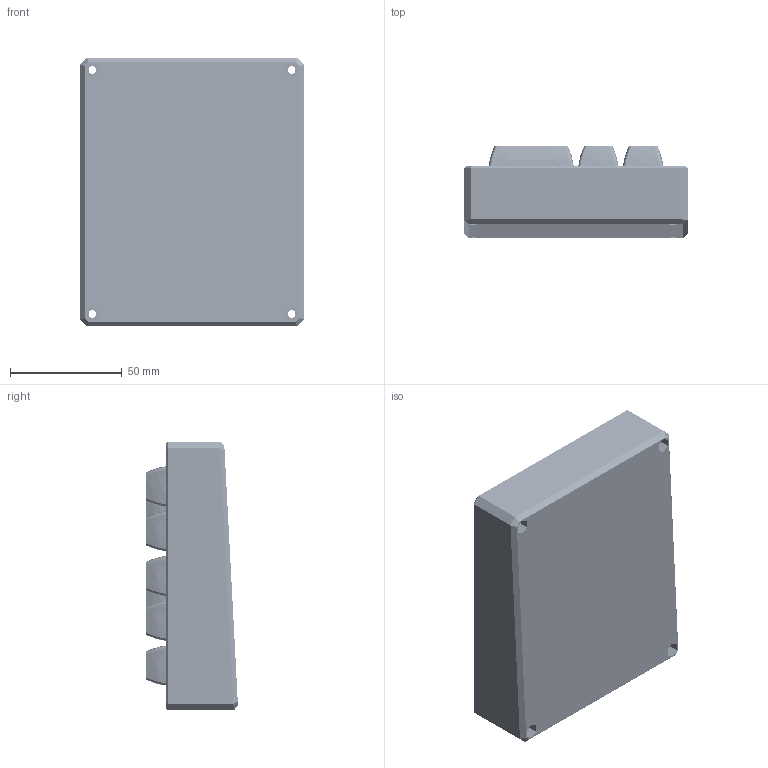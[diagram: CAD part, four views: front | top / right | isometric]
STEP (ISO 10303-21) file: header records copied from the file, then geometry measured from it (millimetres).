
FILE_DESCRIPTION(/* description */ (''),/* implementation_level */ '2;1');
FILE_NAME(/* name */ 'NUMERIC_KEYPAD v11.step',/* time_stamp */ '2021-05-07T14:03:59+09:00',/* author */ (''),/* organization */ (''),/* preprocessor_version */ 'ST-DEVELOPER v18.1',/* originating_system */ 'Autodesk Translation Framework v10.6.0.1341',/* authorisation */ '');
FILE_SCHEMA (('AUTOMOTIVE_DESIGN { 1 0 10303 214 3 1 1 }'));
Products named in the file (17): NUMERIC_KEYPAD; KEY_SWITCH; KEY_CAP; KEY_SWITCH_DOUBLE; KEY_SWITCH_DOUBLE_1; KEY_SWITCH_DOUBLE_SIDE; KEY_CAP_DOUBLE; KEY_SWITCH_BASE; KEY_SWITCH_PIN; KEY_SWITCH_KEY; KEY_SWITCH_BODY; FRAME_UPPER; FRAME_LOWER; FRAME_BASE; Seeeduino_Xiao; FRAME_CAP; M3
Assembly tree (51 placements, depth 3):
  NUMERIC_KEYPAD
    KEY_SWITCH  x14
      KEY_SWITCH_KEY
      KEY_SWITCH_BODY
      KEY_SWITCH_BASE
      KEY_SWITCH_PIN
      KEY_CAP
    KEY_SWITCH_DOUBLE
      KEY_SWITCH_BODY
      KEY_SWITCH_KEY
      KEY_SWITCH_PIN
      KEY_SWITCH_BASE
      KEY_CAP_DOUBLE
    KEY_SWITCH_DOUBLE_1
      KEY_SWITCH_BODY
      KEY_SWITCH_KEY
      KEY_SWITCH_PIN
      KEY_SWITCH_BASE
      KEY_CAP_DOUBLE
    KEY_SWITCH_DOUBLE_SIDE
      KEY_CAP_DOUBLE
      KEY_SWITCH_BASE
      KEY_SWITCH_PIN
      KEY_SWITCH_KEY
      KEY_SWITCH_BODY
    FRAME_UPPER
    FRAME_LOWER
    FRAME_BASE
    Seeeduino_Xiao
    FRAME_CAP
    M3  x9
Bounding box: 100 x 41.08 x 120 mm (x, y, z)
Volume: 191175.8 mm3; surface area: 168056.3 mm2
Topology: 116 solids, 116 shells, 27336 faces, 66793 edges, 37988 vertices
Faces by surface type: cylinder 11645, plane 8668, torus 3230, sphere 1924, bspline 1848, cone 21
Full cylindrical faces by diameter (mm): 0.6 x14, 1.6 x34, 2 x17, 2.6 x17, 3 x9, 3.5 x8, 3.6 x18, 3.8 x17, 4.8 x17, 5.2 x9, 5.4 x17, 5.8 x9, 6.5 x4
Entity records: 86824 total; most frequent: CARTESIAN_POINT 20525, DIRECTION 13984, ORIENTED_EDGE 13604, EDGE_CURVE 6802, AXIS2_PLACEMENT_3D 4830, LINE 4324, VECTOR 4324, VERTEX_POINT 4210
